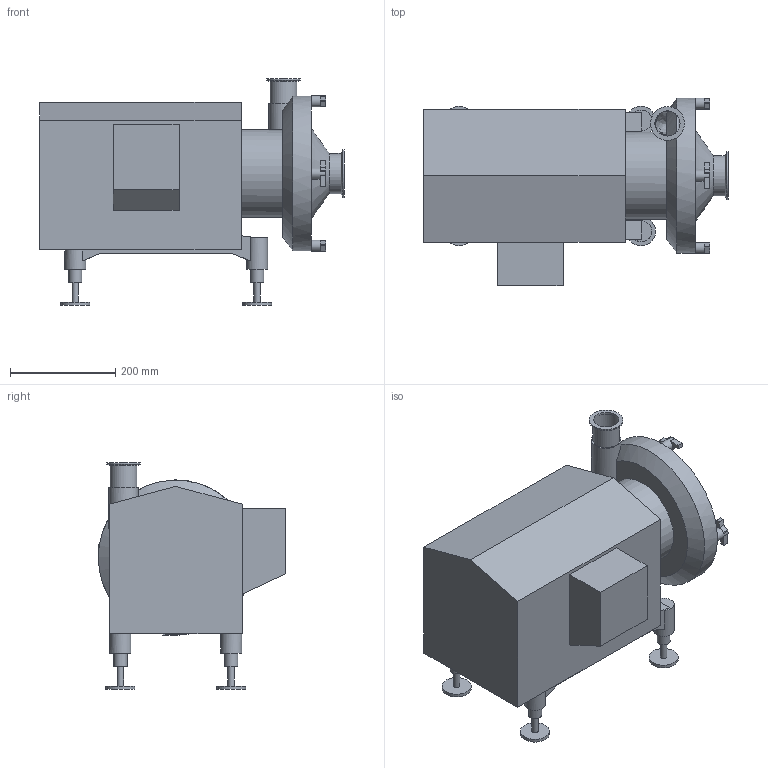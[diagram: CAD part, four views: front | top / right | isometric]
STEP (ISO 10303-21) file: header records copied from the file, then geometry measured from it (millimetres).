
FILE_DESCRIPTION(/* description */ (''),/* implementation_level */ '2;1');
FILE_NAME(/* name */ '',/* time_stamp */ '2024-11-22T09:43:46+09:00',/* author */ ('m'),/* organization */ (''),/* preprocessor_version */ 'ST-DEVELOPER v20',/* originating_system */ 'Autodesk Inventor 2025',/* authorisation */ '');
FILE_SCHEMA (('CONFIG_CONTROL_DESIGN'));
Length unit declared in the file: millimetre
Products named in the file (1): EZL-037-0-EZL2□037BS□
Bounding box: 577 x 356.5 x 430 mm (x, y, z)
Volume: 32385227.5 mm3; surface area: 920336 mm2
Topology: 1 solids, 1 shells, 153 faces, 374 edges, 241 vertices
Faces by surface type: plane 113, cylinder 31, cone 6, bspline 2, torus 1
Full cylindrical faces by diameter (mm): 12 x4, 21 x4, 25 x4, 40 x4, 47.8 x1, 50.8 x1, 55 x4, 55.8 x1, 64 x1, 72.3 x1, 76.3 x1, 91 x1, 166 x1, 294 x1
Entity records: 4739 total; most frequent: CARTESIAN_POINT 1024, DIRECTION 776, ORIENTED_EDGE 748, EDGE_CURVE 374, AXIS2_PLACEMENT_3D 267, LINE 242, VECTOR 242, VERTEX_POINT 241
